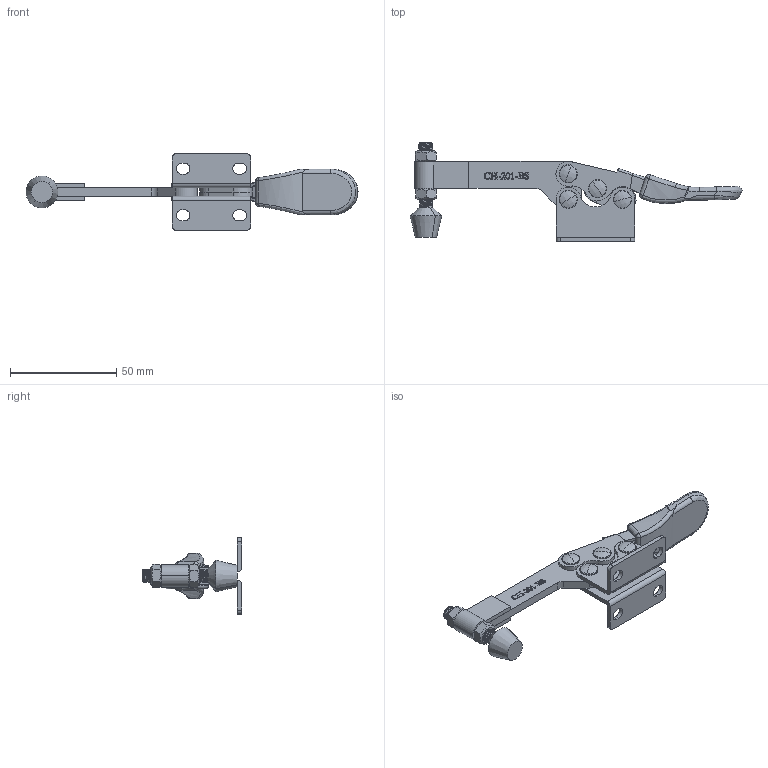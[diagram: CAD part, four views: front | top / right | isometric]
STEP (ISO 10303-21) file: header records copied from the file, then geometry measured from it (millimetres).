
FILE_DESCRIPTION (( 'STEP AP203' ), '1' );
FILE_NAME ('CH-201-BS.STEP', '2017-11-11T06:28:55', ( 'Windows' ), ( 'Microsoft' ), 'SwSTEP 2.0', 'SolidWorks 2015', '' );
FILE_SCHEMA (( 'CONFIG_CONTROL_DESIGN' ));
Length unit declared in the file: millimetre
Products named in the file (11): 201-B-04; 201-B-06; 14134-02; 14134; CH-201-BS揤參; 201-B-01; 蹟邡殤BR140; 201-B-03; CH-201-BS; 201-B-05; 201-B
Assembly tree (15 placements, depth 3):
  CH-201-BS
    201-B-01
    201-B
      201-B-03
      201-B-05
    201-B-04  x2
    201-B-06  x4
    14134-02  x2
    14134
    CH-201-BS揤參
    蹟邡殤BR140
Bounding box: 156 x 46.6 x 36 mm (x, y, z)
Volume: 22484.8 mm3; surface area: 23933 mm2
Topology: 15 solids, 17 shells, 798 faces, 2118 edges, 1380 vertices
Faces by surface type: plane 311, cylinder 213, bspline 197, torus 34, cone 33, sphere 10
Entity records: 34894 total; most frequent: CARTESIAN_POINT 17781, ORIENTED_EDGE 3744, DIRECTION 2565, EDGE_CURVE 1872, VERTEX_POINT 1232, VECTOR 1043, LINE 1043, AXIS2_PLACEMENT_3D 761
